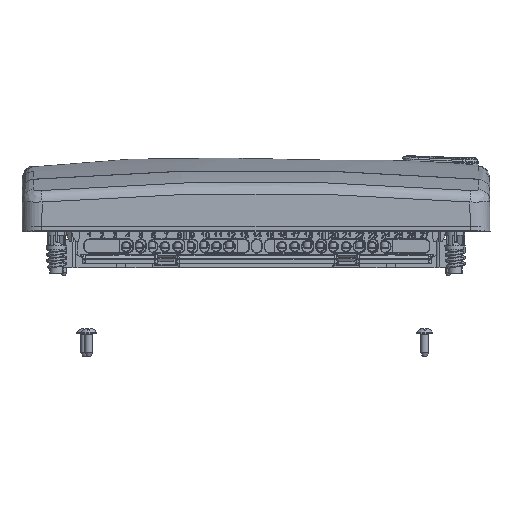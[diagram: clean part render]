
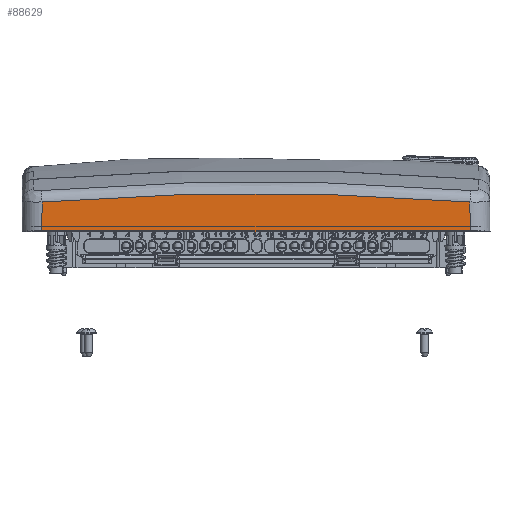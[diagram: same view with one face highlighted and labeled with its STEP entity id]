
A CAD part, front view. The second image highlights one B-rep face of the part: STEP entity #88629.
In plain terms, the highlighted planar face has unit normal (0, -1, 0.009).
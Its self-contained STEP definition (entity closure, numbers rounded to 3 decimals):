
#2392 = EDGE_CURVE ( 'NONE', #257984, #214869, #97123, .T. ) ;
#31107 = CARTESIAN_POINT ( 'NONE',  ( 0., -144.819, 20.712 ) ) ;
#34015 = CARTESIAN_POINT ( 'NONE',  ( -118., -145., 0. ) ) ;
#37744 = VECTOR ( 'NONE', #115776, 1000. ) ;
#47068 = DIRECTION ( 'NONE',  ( 0., -1., 0.009 ) ) ;
#53263 = CARTESIAN_POINT ( 'NONE',  ( 108., -145., 0. ) ) ;
#59198 = VERTEX_POINT ( 'NONE', #180568 ) ;
#60388 = EDGE_LOOP ( 'NONE', ( #109574, #253795, #94874, #79561 ) ) ;
#73186 = CARTESIAN_POINT ( 'NONE',  ( -71.913, -144.844, 17.893 ) ) ;
#75398 = B_SPLINE_CURVE_WITH_KNOTS ( 'NONE', 3,
 ( #265161, #120766, #31107, #73186, #248258 ),
 .UNSPECIFIED., .F., .F.,
 ( 4, 1, 4 ),
 ( 0., 0.108, 0.216 ),
 .UNSPECIFIED. ) ;
#79561 = ORIENTED_EDGE ( 'NONE', *, *, #2392, .T. ) ;
#88629 = ADVANCED_FACE ( '�����13', ( #141155 ), #127065, .T. ) ;
#94874 = ORIENTED_EDGE ( 'NONE', *, *, #191669, .T. ) ;
#97123 = LINE ( 'NONE', #34015, #109231 ) ;
#98888 = LINE ( 'NONE', #139537, #37744 ) ;
#101627 = DIRECTION ( 'NONE',  ( -0.009, -0.009, -1. ) ) ;
#109231 = VECTOR ( 'NONE', #204978, 1000. ) ;
#109574 = ORIENTED_EDGE ( 'NONE', *, *, #218246, .T. ) ;
#115776 = DIRECTION ( 'NONE',  ( -0.009, 0.009, 1. ) ) ;
#120766 = CARTESIAN_POINT ( 'NONE',  ( 71.913, -144.844, 17.893 ) ) ;
#127065 = PLANE ( 'NONE',  #269945 ) ;
#139537 = CARTESIAN_POINT ( 'NONE',  ( 107.983, -144.983, 1.972 ) ) ;
#141155 = FACE_OUTER_BOUND ( 'NONE', #60388, .T. ) ;
#174954 = CARTESIAN_POINT ( 'NONE',  ( -108., -145., 0. ) ) ;
#178965 = VECTOR ( 'NONE', #101627, 1000. ) ;
#180568 = CARTESIAN_POINT ( 'NONE',  ( 107.869, -144.869, 15.059 ) ) ;
#191498 = DIRECTION ( 'NONE',  ( 0., -0.009, -1. ) ) ;
#191669 = EDGE_CURVE ( 'NONE', #213039, #257984, #269827, .T. ) ;
#204978 = DIRECTION ( 'NONE',  ( 1., 0., 0. ) ) ;
#213039 = VERTEX_POINT ( 'NONE', #229548 ) ;
#214869 = VERTEX_POINT ( 'NONE', #53263 ) ;
#218246 = EDGE_CURVE ( 'NONE', #214869, #59198, #98888, .T. ) ;
#229548 = CARTESIAN_POINT ( 'NONE',  ( -107.869, -144.869, 15.059 ) ) ;
#238307 = EDGE_CURVE ( 'NONE', #59198, #213039, #75398, .T. ) ;
#248258 = CARTESIAN_POINT ( 'NONE',  ( -107.869, -144.869, 15.059 ) ) ;
#250157 = CARTESIAN_POINT ( 'NONE',  ( -108.001, -145.001, -0.087 ) ) ;
#253795 = ORIENTED_EDGE ( 'NONE', *, *, #238307, .T. ) ;
#257984 = VERTEX_POINT ( 'NONE', #174954 ) ;
#265161 = CARTESIAN_POINT ( 'NONE',  ( 107.869, -144.869, 15.059 ) ) ;
#269827 = LINE ( 'NONE', #250157, #178965 ) ;
#269945 = AXIS2_PLACEMENT_3D ( 'NONE', #277016, #47068, #191498 ) ;
#277016 = CARTESIAN_POINT ( 'NONE',  ( -118., -145., 0. ) ) ;
